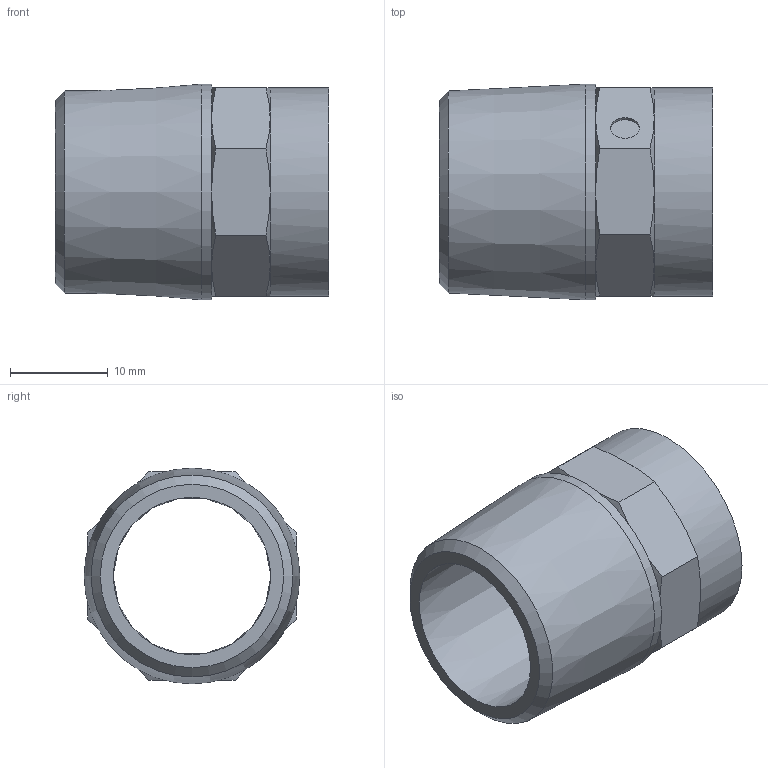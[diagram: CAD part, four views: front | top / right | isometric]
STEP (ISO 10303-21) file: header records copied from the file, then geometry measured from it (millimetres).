
FILE_DESCRIPTION(/* description */ ('Unknown'),/* implementation_level */ '2;1');
FILE_NAME(/* name */ 'DN15X21.3',/* time_stamp */ '2024-03-19T16:30:59+08:00',/* author */ ('Unknown'),/* organization */ ('Unknown'),/* preprocessor_version */ 'ST-DEVELOPER v16.7',/* originating_system */ 'DEX',/* authorisation */ $);
FILE_SCHEMA (('AUTOMOTIVE_DESIGN {1 0 10303 214 3 1 1}'));
Length unit declared in the file: millimetre
Products named in the file (2): DN15X21.3; R-208-8kt Euqal DN15 21.3
Assembly tree (1 placements, depth 2):
  DN15X21.3
    R-208-8kt Euqal DN15 21.3
Bounding box: 28 x 22.06 x 22.06 mm (x, y, z)
Volume: 4186.7 mm3; surface area: 3620.8 mm2
Topology: 1 solids, 1 shells, 36 faces, 75 edges, 43 vertices
Faces by surface type: cone 20, plane 12, cylinder 4
Full cylindrical faces by diameter (mm): 3 x1, 17.3 x1, 21.3 x1, 22.062 x1
Entity records: 983 total; most frequent: CARTESIAN_POINT 244, DIRECTION 138, ORIENTED_EDGE 134, EDGE_CURVE 67, AXIS2_PLACEMENT_3D 65, EDGE_LOOP 48, FACE_BOUND 48, VERTEX_POINT 43
